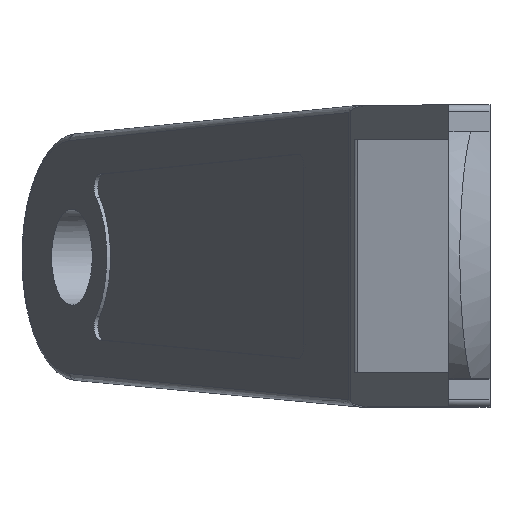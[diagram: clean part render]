
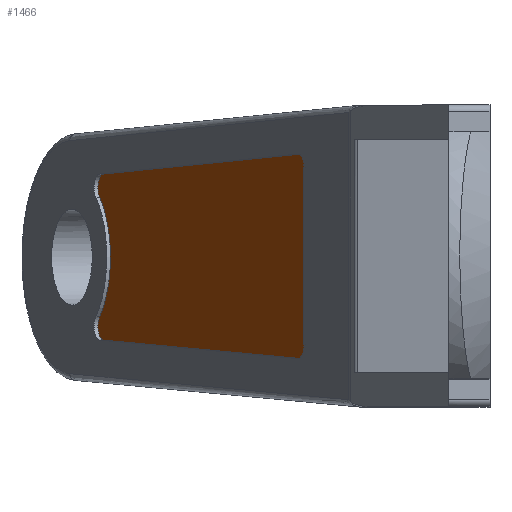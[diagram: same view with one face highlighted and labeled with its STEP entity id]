
A CAD part, top view. The second image highlights one B-rep face of the part: STEP entity #1466.
In plain terms, the highlighted free-form (B-spline) face has degree [1, 1] with [2, 2] control points.
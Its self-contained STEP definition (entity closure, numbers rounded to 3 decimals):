
#1353=CARTESIAN_POINT('',(-12.532,8.199,-30.315));
#1354=CARTESIAN_POINT('',(-12.532,-8.199,-30.315));
#1355=CARTESIAN_POINT('',(-29.338,8.199,-66.356));
#1356=CARTESIAN_POINT('',(-29.338,-8.199,-66.356));
#1357=B_SPLINE_SURFACE_WITH_KNOTS('',1,1,((#1353,#1355),(#1354,#1356)),.UNSPECIFIED.,.F.,.F.,.U.,(2,2),(2,2),(0.0,16.399),(0.0,39.767),.UNSPECIFIED.);
#1358=CARTESIAN_POINT('',(-13.295,-6.455,-31.952));
#1359=VERTEX_POINT('',#1358);
#1360=CARTESIAN_POINT('',(-13.295,6.455,-31.952));
#1361=VERTEX_POINT('',#1360);
#1362=CARTESIAN_POINT('',(-13.295,-6.455,-31.952));
#1363=CARTESIAN_POINT('',(-13.295,6.455,-31.952));
#1364=QUASI_UNIFORM_CURVE('',1,(#1362,#1363),.UNSPECIFIED.,.F.,.U.);
#1365=EDGE_CURVE('',#1359,#1361,#1364,.T.);
#1366=ORIENTED_EDGE('',*,*,#1365,.T.);
#1367=CARTESIAN_POINT('',(-13.735,7.454,-32.895));
#1368=VERTEX_POINT('',#1367);
#1369=CARTESIAN_POINT('',(-13.295,6.455,-31.952));
#1370=CARTESIAN_POINT('',(-13.295,6.881,-31.952));
#1371=CARTESIAN_POINT('',(-13.425,7.176,-32.23));
#1372=CARTESIAN_POINT('',(-13.555,7.471,-32.509));
#1373=CARTESIAN_POINT('',(-13.735,7.454,-32.895));
#1381=(BOUNDED_CURVE()B_SPLINE_CURVE(2,(#1369,#1370,#1371,#1372,#1373),.UNSPECIFIED.,.F.,.U.)B_SPLINE_CURVE_WITH_KNOTS((3,2,3),(0.0,0.5,1.0),.UNSPECIFIED.)CURVE()GEOMETRIC_REPRESENTATION_ITEM()RATIONAL_B_SPLINE_CURVE((1.0,0.92,1.0,0.92,1.0))REPRESENTATION_ITEM(''));
#1382=EDGE_CURVE('',#1361,#1368,#1381,.T.);
#1383=ORIENTED_EDGE('',*,*,#1382,.T.);
#1384=CARTESIAN_POINT('',(-28.17,6.052,-63.85));
#1385=VERTEX_POINT('',#1384);
#1386=CARTESIAN_POINT('',(-13.735,7.454,-32.895));
#1387=CARTESIAN_POINT('',(-28.17,6.052,-63.85));
#1388=QUASI_UNIFORM_CURVE('',1,(#1386,#1387),.UNSPECIFIED.,.F.,.U.);
#1389=EDGE_CURVE('',#1368,#1385,#1388,.T.);
#1390=ORIENTED_EDGE('',*,*,#1389,.T.);
#1391=CARTESIAN_POINT('',(-28.445,4.331,-64.441));
#1392=VERTEX_POINT('',#1391);
#1393=CARTESIAN_POINT('',(-28.17,6.052,-63.85));
#1394=CARTESIAN_POINT('',(-28.449,6.025,-64.449));
#1395=CARTESIAN_POINT('',(-28.548,5.407,-64.661));
#1396=CARTESIAN_POINT('',(-28.647,4.788,-64.873));
#1397=CARTESIAN_POINT('',(-28.445,4.331,-64.441));
#1405=(BOUNDED_CURVE()B_SPLINE_CURVE(2,(#1393,#1394,#1395,#1396,#1397),.UNSPECIFIED.,.F.,.U.)B_SPLINE_CURVE_WITH_KNOTS((3,2,3),(0.0,0.5,1.0),.UNSPECIFIED.)CURVE()GEOMETRIC_REPRESENTATION_ITEM()RATIONAL_B_SPLINE_CURVE((1.0,0.834,1.0,0.834,1.0))REPRESENTATION_ITEM(''));
#1406=EDGE_CURVE('',#1385,#1392,#1405,.T.);
#1407=ORIENTED_EDGE('',*,*,#1406,.T.);
#1408=CARTESIAN_POINT('',(-28.445,-4.331,-64.441));
#1409=VERTEX_POINT('',#1408);
#1410=CARTESIAN_POINT('',(-28.445,-4.331,-64.441));
#1411=CARTESIAN_POINT('',(-27.664,-2.56,-62.766));
#1412=CARTESIAN_POINT('',(-27.664,0.0,-62.766));
#1413=CARTESIAN_POINT('',(-27.664,2.56,-62.766));
#1414=CARTESIAN_POINT('',(-28.445,4.331,-64.441));
#1422=(BOUNDED_CURVE()B_SPLINE_CURVE(2,(#1410,#1411,#1412,#1413,#1414),.UNSPECIFIED.,.F.,.U.)B_SPLINE_CURVE_WITH_KNOTS((3,2,3),(0.0,0.5,1.0),.UNSPECIFIED.)CURVE()GEOMETRIC_REPRESENTATION_ITEM()RATIONAL_B_SPLINE_CURVE((1.0,0.92,1.0,0.92,1.0))REPRESENTATION_ITEM(''));
#1423=EDGE_CURVE('',#1409,#1392,#1422,.T.);
#1424=ORIENTED_EDGE('',*,*,#1423,.F.);
#1425=CARTESIAN_POINT('',(-28.17,-6.052,-63.85));
#1426=VERTEX_POINT('',#1425);
#1427=CARTESIAN_POINT('',(-28.445,-4.331,-64.441));
#1428=CARTESIAN_POINT('',(-28.647,-4.788,-64.873));
#1429=CARTESIAN_POINT('',(-28.548,-5.407,-64.661));
#1430=CARTESIAN_POINT('',(-28.449,-6.025,-64.449));
#1431=CARTESIAN_POINT('',(-28.17,-6.052,-63.85));
#1439=(BOUNDED_CURVE()B_SPLINE_CURVE(2,(#1427,#1428,#1429,#1430,#1431),.UNSPECIFIED.,.F.,.U.)B_SPLINE_CURVE_WITH_KNOTS((3,2,3),(0.0,0.5,1.0),.UNSPECIFIED.)CURVE()GEOMETRIC_REPRESENTATION_ITEM()RATIONAL_B_SPLINE_CURVE((1.0,0.834,1.0,0.834,1.0))REPRESENTATION_ITEM(''));
#1440=EDGE_CURVE('',#1409,#1426,#1439,.T.);
#1441=ORIENTED_EDGE('',*,*,#1440,.T.);
#1442=CARTESIAN_POINT('',(-13.735,-7.454,-32.895));
#1443=VERTEX_POINT('',#1442);
#1444=CARTESIAN_POINT('',(-28.17,-6.052,-63.85));
#1445=CARTESIAN_POINT('',(-13.735,-7.454,-32.895));
#1446=QUASI_UNIFORM_CURVE('',1,(#1444,#1445),.UNSPECIFIED.,.F.,.U.);
#1447=EDGE_CURVE('',#1426,#1443,#1446,.T.);
#1448=ORIENTED_EDGE('',*,*,#1447,.T.);
#1449=CARTESIAN_POINT('',(-13.735,-7.454,-32.895));
#1450=CARTESIAN_POINT('',(-13.555,-7.471,-32.509));
#1451=CARTESIAN_POINT('',(-13.425,-7.176,-32.23));
#1452=CARTESIAN_POINT('',(-13.295,-6.881,-31.952));
#1453=CARTESIAN_POINT('',(-13.295,-6.455,-31.952));
#1461=(BOUNDED_CURVE()B_SPLINE_CURVE(2,(#1449,#1450,#1451,#1452,#1453),.UNSPECIFIED.,.F.,.U.)B_SPLINE_CURVE_WITH_KNOTS((3,2,3),(0.0,0.5,1.0),.UNSPECIFIED.)CURVE()GEOMETRIC_REPRESENTATION_ITEM()RATIONAL_B_SPLINE_CURVE((1.0,0.92,1.0,0.92,1.0))REPRESENTATION_ITEM(''));
#1462=EDGE_CURVE('',#1443,#1359,#1461,.T.);
#1463=ORIENTED_EDGE('',*,*,#1462,.T.);
#1464=EDGE_LOOP('',(#1366,#1383,#1390,#1407,#1424,#1441,#1448,#1463));
#1465=FACE_OUTER_BOUND('',#1464,.T.);
#1466=ADVANCED_FACE('',(#1465),#1357,.F.);
